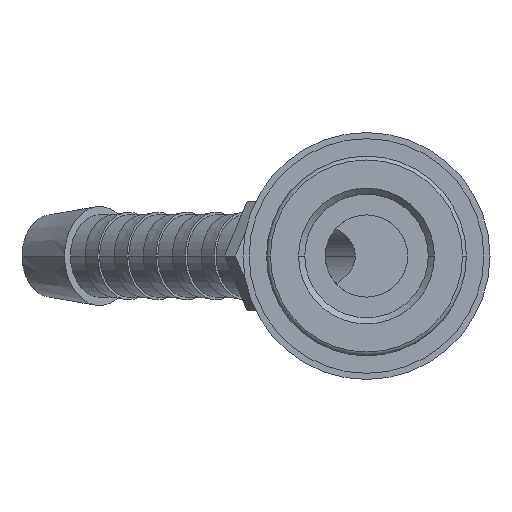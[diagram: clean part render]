
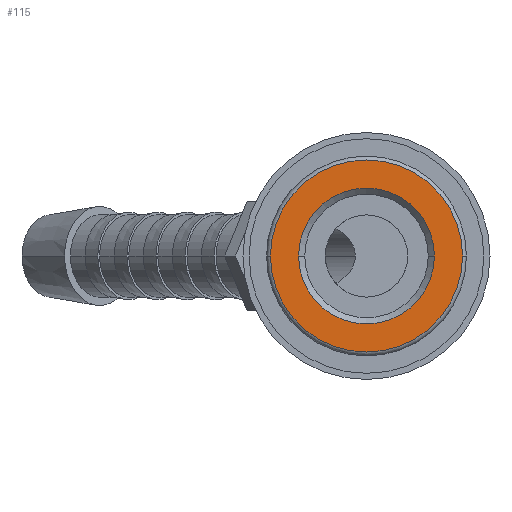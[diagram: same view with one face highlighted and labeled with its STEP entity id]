
A CAD part, front view. The second image highlights one B-rep face of the part: STEP entity #115.
In plain terms, the highlighted planar face has unit normal (0, -1, 0).
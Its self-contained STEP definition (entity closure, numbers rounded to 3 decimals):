
#115=ADVANCED_FACE('',(#296,#297),#298,.T.);
#296=FACE_BOUND('',#557,.T.);
#297=FACE_OUTER_BOUND('',#558,.T.);
#298=PLANE('',#559);
#557=EDGE_LOOP('',(#843,#844));
#558=EDGE_LOOP('',(#845,#846));
#559=AXIS2_PLACEMENT_3D('',#847,#848,#849);
#843=ORIENTED_EDGE('',*,*,#1441,.T.);
#844=ORIENTED_EDGE('',*,*,#1471,.T.);
#845=ORIENTED_EDGE('',*,*,#1472,.T.);
#846=ORIENTED_EDGE('',*,*,#1473,.T.);
#847=CARTESIAN_POINT('',(0.0,0.0,0.0));
#848=DIRECTION('',(0.0,-1.0,0.0));
#849=DIRECTION('',(-1.0,0.0,0.0));
#1441=EDGE_CURVE('',#1687,#1685,#1688,.T.);
#1471=EDGE_CURVE('',#1685,#1687,#1740,.T.);
#1472=EDGE_CURVE('',#1741,#1742,#1743,.T.);
#1473=EDGE_CURVE('',#1742,#1741,#1744,.T.);
#1685=VERTEX_POINT('',#2032);
#1687=VERTEX_POINT('',#2035);
#1688=CIRCLE('',#2036,4.95);
#1740=CIRCLE('',#2099,4.95);
#1741=VERTEX_POINT('',#2100);
#1742=VERTEX_POINT('',#2101);
#1743=CIRCLE('',#2102,7.0);
#1744=CIRCLE('',#2103,7.0);
#2032=CARTESIAN_POINT('',(4.95,0.0,0.));
#2035=CARTESIAN_POINT('',(-4.95,0.0,0.));
#2036=AXIS2_PLACEMENT_3D('',#2553,#2554,#2555);
#2099=AXIS2_PLACEMENT_3D('',#2603,#2604,#2605);
#2100=CARTESIAN_POINT('',(7.0,0.0,0.0));
#2101=CARTESIAN_POINT('',(-7.0,0.0,0.));
#2102=AXIS2_PLACEMENT_3D('',#2606,#2607,#2608);
#2103=AXIS2_PLACEMENT_3D('',#2609,#2610,#2611);
#2553=CARTESIAN_POINT('',(0.0,0.0,0.0));
#2554=DIRECTION('',(-0.0,1.0,0.0));
#2555=DIRECTION('',(1.0,0.0,0.0));
#2603=CARTESIAN_POINT('',(0.0,0.0,0.0));
#2604=DIRECTION('',(-0.0,1.0,0.0));
#2605=DIRECTION('',(1.0,0.0,0.0));
#2606=CARTESIAN_POINT('',(0.0,0.0,0.0));
#2607=DIRECTION('',(0.0,-1.0,0.0));
#2608=DIRECTION('',(1.0,0.0,0.0));
#2609=CARTESIAN_POINT('',(0.0,0.0,0.0));
#2610=DIRECTION('',(0.0,-1.0,0.0));
#2611=DIRECTION('',(1.0,0.0,0.0));
